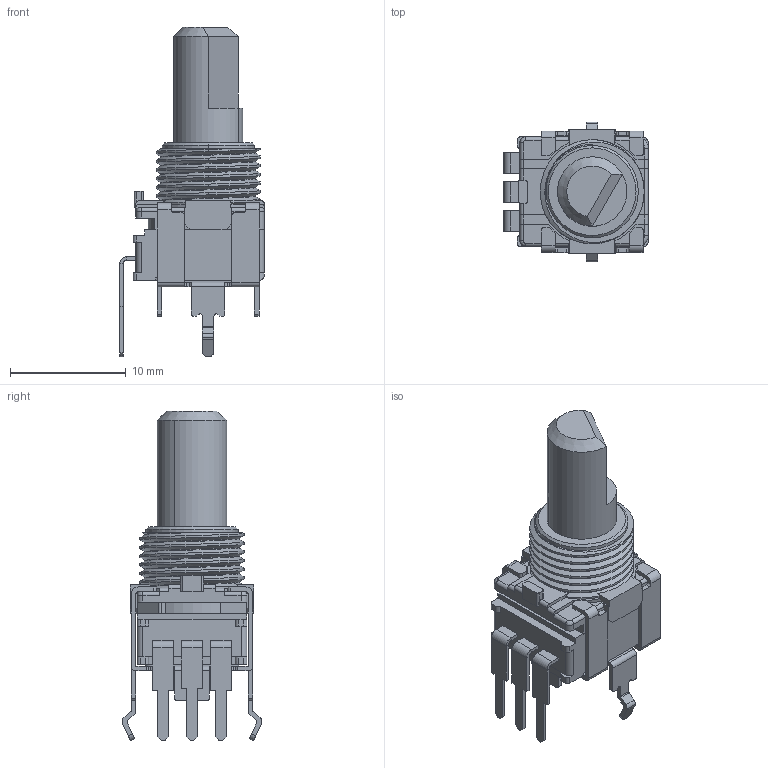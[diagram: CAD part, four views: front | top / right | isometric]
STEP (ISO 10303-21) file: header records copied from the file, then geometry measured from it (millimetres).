
FILE_DESCRIPTION(('FreeCAD Model'),'2;1');
FILE_NAME('Open CASCADE Shape Model','2024-11-19T22:23:38',( 'kicad StepUp'),('ksu MCAD'),'Open CASCADE STEP processor 7.6', 'FreeCAD','Unknown');
FILE_SCHEMA(('AUTOMOTIVE_DESIGN { 1 0 10303 214 1 1 1 1 }'));
Length unit declared in the file: millimetre
Products named in the file (1): RK09L1140_Single_Vertical
Bounding box: 12.5 x 12.1 x 28.5 mm (x, y, z)
Volume: 1322.8 mm3; surface area: 1363.3 mm2
Topology: 1 solids, 1 shells, 420 faces, 1183 edges, 763 vertices
Faces by surface type: plane 251, cylinder 155, bspline 7, cone 3, torus 2, revolution 2
Entity records: 18632 total; most frequent: CARTESIAN_POINT 4746, ORIENTED_EDGE 2366, DIRECTION 2244, EDGE_CURVE 1183, LINE 818, VECTOR 818, VERTEX_POINT 763, AXIS2_PLACEMENT_3D 712
